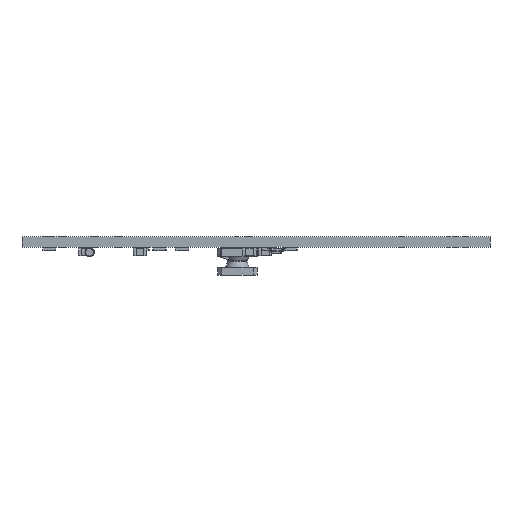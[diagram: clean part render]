
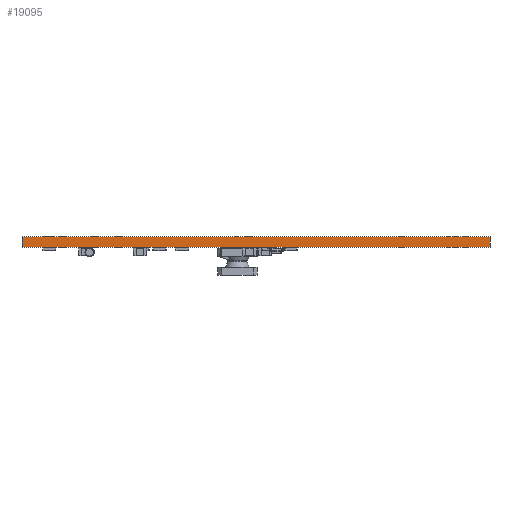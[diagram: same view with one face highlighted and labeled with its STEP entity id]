
A CAD part, left-side view. The second image highlights one B-rep face of the part: STEP entity #19095.
In plain terms, the highlighted planar face has unit normal (-1, 0, 0).
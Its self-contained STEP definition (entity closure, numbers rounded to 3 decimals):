
#19095 = ADVANCED_FACE('',(#19096),#19110,.F.);
#19096 = FACE_BOUND('',#19097,.F.);
#19097 = EDGE_LOOP('',(#19098,#19133,#19161,#19189));
#19098 = ORIENTED_EDGE('',*,*,#19099,.T.);
#19099 = EDGE_CURVE('',#19100,#19102,#19104,.T.);
#19100 = VERTEX_POINT('',#19101);
#19101 = CARTESIAN_POINT('',(-4.98,65.94,0.));
#19102 = VERTEX_POINT('',#19103);
#19103 = CARTESIAN_POINT('',(-4.98,65.94,1.6));
#19104 = SURFACE_CURVE('',#19105,(#19109,#19121),.PCURVE_S1.);
#19105 = LINE('',#19106,#19107);
#19106 = CARTESIAN_POINT('',(-4.98,65.94,0.));
#19107 = VECTOR('',#19108,1.);
#19108 = DIRECTION('',(0.,0.,1.));
#19109 = PCURVE('',#19110,#19115);
#19110 = PLANE('',#19111);
#19111 = AXIS2_PLACEMENT_3D('',#19112,#19113,#19114);
#19112 = CARTESIAN_POINT('',(-4.98,65.94,0.));
#19113 = DIRECTION('',(1.,0.,-0.));
#19114 = DIRECTION('',(0.,-1.,0.));
#19115 = DEFINITIONAL_REPRESENTATION('',(#19116),#19120);
#19116 = LINE('',#19117,#19118);
#19117 = CARTESIAN_POINT('',(0.,0.));
#19118 = VECTOR('',#19119,1.);
#19119 = DIRECTION('',(0.,-1.));
#19120 = ( GEOMETRIC_REPRESENTATION_CONTEXT(2) 
PARAMETRIC_REPRESENTATION_CONTEXT() REPRESENTATION_CONTEXT('2D SPACE',''
  ) );
#19121 = PCURVE('',#19122,#19127);
#19122 = PLANE('',#19123);
#19123 = AXIS2_PLACEMENT_3D('',#19124,#19125,#19126);
#19124 = CARTESIAN_POINT('',(55.78,65.94,0.));
#19125 = DIRECTION('',(0.,-1.,0.));
#19126 = DIRECTION('',(-1.,0.,0.));
#19127 = DEFINITIONAL_REPRESENTATION('',(#19128),#19132);
#19128 = LINE('',#19129,#19130);
#19129 = CARTESIAN_POINT('',(60.76,0.));
#19130 = VECTOR('',#19131,1.);
#19131 = DIRECTION('',(0.,-1.));
#19132 = ( GEOMETRIC_REPRESENTATION_CONTEXT(2) 
PARAMETRIC_REPRESENTATION_CONTEXT() REPRESENTATION_CONTEXT('2D SPACE',''
  ) );
#19133 = ORIENTED_EDGE('',*,*,#19134,.T.);
#19134 = EDGE_CURVE('',#19102,#19135,#19137,.T.);
#19135 = VERTEX_POINT('',#19136);
#19136 = CARTESIAN_POINT('',(-4.98,-4.98,1.6));
#19137 = SURFACE_CURVE('',#19138,(#19142,#19149),.PCURVE_S1.);
#19138 = LINE('',#19139,#19140);
#19139 = CARTESIAN_POINT('',(-4.98,65.94,1.6));
#19140 = VECTOR('',#19141,1.);
#19141 = DIRECTION('',(0.,-1.,0.));
#19142 = PCURVE('',#19110,#19143);
#19143 = DEFINITIONAL_REPRESENTATION('',(#19144),#19148);
#19144 = LINE('',#19145,#19146);
#19145 = CARTESIAN_POINT('',(0.,-1.6));
#19146 = VECTOR('',#19147,1.);
#19147 = DIRECTION('',(1.,0.));
#19148 = ( GEOMETRIC_REPRESENTATION_CONTEXT(2) 
PARAMETRIC_REPRESENTATION_CONTEXT() REPRESENTATION_CONTEXT('2D SPACE',''
  ) );
#19149 = PCURVE('',#19150,#19155);
#19150 = PLANE('',#19151);
#19151 = AXIS2_PLACEMENT_3D('',#19152,#19153,#19154);
#19152 = CARTESIAN_POINT('',(25.4,30.48,1.6));
#19153 = DIRECTION('',(0.,0.,1.));
#19154 = DIRECTION('',(1.,0.,-0.));
#19155 = DEFINITIONAL_REPRESENTATION('',(#19156),#19160);
#19156 = LINE('',#19157,#19158);
#19157 = CARTESIAN_POINT('',(-30.38,35.46));
#19158 = VECTOR('',#19159,1.);
#19159 = DIRECTION('',(0.,-1.));
#19160 = ( GEOMETRIC_REPRESENTATION_CONTEXT(2) 
PARAMETRIC_REPRESENTATION_CONTEXT() REPRESENTATION_CONTEXT('2D SPACE',''
  ) );
#19161 = ORIENTED_EDGE('',*,*,#19162,.F.);
#19162 = EDGE_CURVE('',#19163,#19135,#19165,.T.);
#19163 = VERTEX_POINT('',#19164);
#19164 = CARTESIAN_POINT('',(-4.98,-4.98,0.));
#19165 = SURFACE_CURVE('',#19166,(#19170,#19177),.PCURVE_S1.);
#19166 = LINE('',#19167,#19168);
#19167 = CARTESIAN_POINT('',(-4.98,-4.98,0.));
#19168 = VECTOR('',#19169,1.);
#19169 = DIRECTION('',(0.,0.,1.));
#19170 = PCURVE('',#19110,#19171);
#19171 = DEFINITIONAL_REPRESENTATION('',(#19172),#19176);
#19172 = LINE('',#19173,#19174);
#19173 = CARTESIAN_POINT('',(70.92,0.));
#19174 = VECTOR('',#19175,1.);
#19175 = DIRECTION('',(0.,-1.));
#19176 = ( GEOMETRIC_REPRESENTATION_CONTEXT(2) 
PARAMETRIC_REPRESENTATION_CONTEXT() REPRESENTATION_CONTEXT('2D SPACE',''
  ) );
#19177 = PCURVE('',#19178,#19183);
#19178 = PLANE('',#19179);
#19179 = AXIS2_PLACEMENT_3D('',#19180,#19181,#19182);
#19180 = CARTESIAN_POINT('',(-4.98,-4.98,0.));
#19181 = DIRECTION('',(0.,1.,0.));
#19182 = DIRECTION('',(1.,0.,0.));
#19183 = DEFINITIONAL_REPRESENTATION('',(#19184),#19188);
#19184 = LINE('',#19185,#19186);
#19185 = CARTESIAN_POINT('',(0.,0.));
#19186 = VECTOR('',#19187,1.);
#19187 = DIRECTION('',(0.,-1.));
#19188 = ( GEOMETRIC_REPRESENTATION_CONTEXT(2) 
PARAMETRIC_REPRESENTATION_CONTEXT() REPRESENTATION_CONTEXT('2D SPACE',''
  ) );
#19189 = ORIENTED_EDGE('',*,*,#19190,.F.);
#19190 = EDGE_CURVE('',#19100,#19163,#19191,.T.);
#19191 = SURFACE_CURVE('',#19192,(#19196,#19203),.PCURVE_S1.);
#19192 = LINE('',#19193,#19194);
#19193 = CARTESIAN_POINT('',(-4.98,65.94,0.));
#19194 = VECTOR('',#19195,1.);
#19195 = DIRECTION('',(0.,-1.,0.));
#19196 = PCURVE('',#19110,#19197);
#19197 = DEFINITIONAL_REPRESENTATION('',(#19198),#19202);
#19198 = LINE('',#19199,#19200);
#19199 = CARTESIAN_POINT('',(0.,0.));
#19200 = VECTOR('',#19201,1.);
#19201 = DIRECTION('',(1.,0.));
#19202 = ( GEOMETRIC_REPRESENTATION_CONTEXT(2) 
PARAMETRIC_REPRESENTATION_CONTEXT() REPRESENTATION_CONTEXT('2D SPACE',''
  ) );
#19203 = PCURVE('',#19204,#19209);
#19204 = PLANE('',#19205);
#19205 = AXIS2_PLACEMENT_3D('',#19206,#19207,#19208);
#19206 = CARTESIAN_POINT('',(25.4,30.48,0.));
#19207 = DIRECTION('',(0.,0.,1.));
#19208 = DIRECTION('',(1.,0.,-0.));
#19209 = DEFINITIONAL_REPRESENTATION('',(#19210),#19214);
#19210 = LINE('',#19211,#19212);
#19211 = CARTESIAN_POINT('',(-30.38,35.46));
#19212 = VECTOR('',#19213,1.);
#19213 = DIRECTION('',(0.,-1.));
#19214 = ( GEOMETRIC_REPRESENTATION_CONTEXT(2) 
PARAMETRIC_REPRESENTATION_CONTEXT() REPRESENTATION_CONTEXT('2D SPACE',''
  ) );
